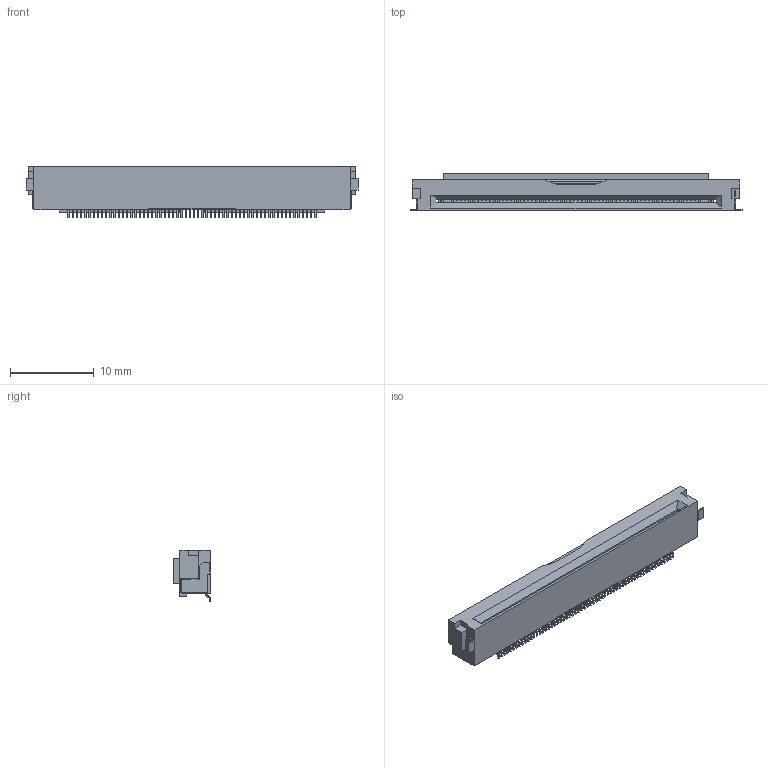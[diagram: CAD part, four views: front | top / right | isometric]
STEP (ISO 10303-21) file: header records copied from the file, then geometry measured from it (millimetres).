
FILE_DESCRIPTION((''),'2;1');
FILE_NAME('2004850460','2020-12-14T',('gga'),(''),'PRO/ENGINEER BY PARAMETRIC TECHNOLOGY CORPORATION, 2016010','PRO/ENGINEER BY PARAMETRIC TECHNOLOGY CORPORATION, 2016010','');
FILE_SCHEMA(('CONFIG_CONTROL_DESIGN'));
Length unit declared in the file: millimetre
Products named in the file (1): 2004850460
Bounding box: 39.69 x 4.46 x 6.2 mm (x, y, z)
Volume: 630 mm3; surface area: 1594.3 mm2
Topology: 21 solids, 21 shells, 1658 faces, 4959 edges, 3386 vertices
Faces by surface type: plane 1294, cylinder 364
Entity records: 55244 total; most frequent: CARTESIAN_POINT 9756, ORIENTED_EDGE 9422, DIRECTION 9005, EDGE_CURVE 4711, VECTOR 4231, LINE 4231, VERTEX_POINT 3138, AXIS2_PLACEMENT_3D 2387
